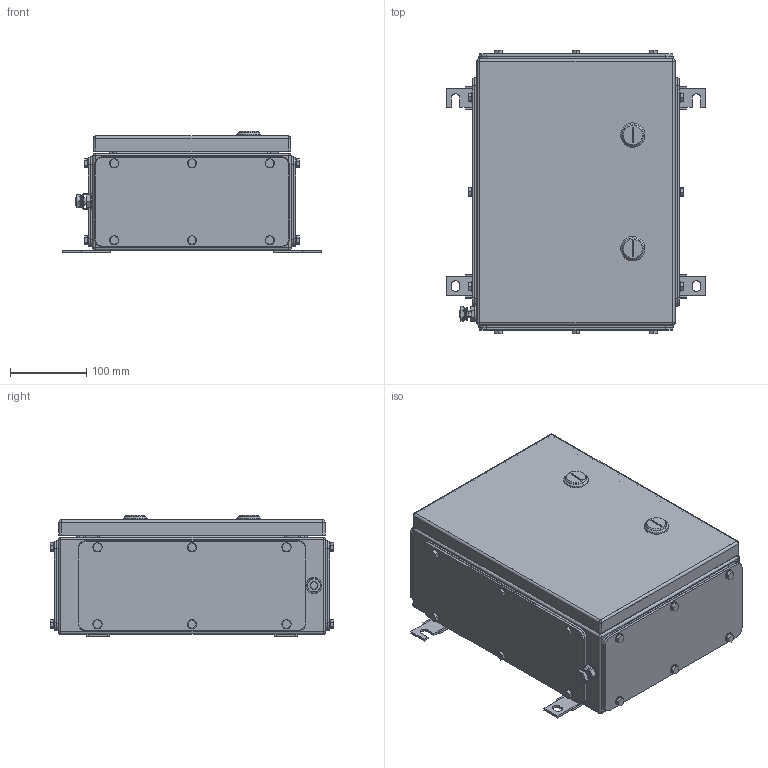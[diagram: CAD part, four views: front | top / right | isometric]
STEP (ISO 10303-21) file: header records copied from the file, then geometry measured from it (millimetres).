
FILE_DESCRIPTION(('CATIA V5 STEP Exchange','CAx-IF Rec.Pracs.--- Model Styling and Organization---1.4--- 2014-01-23'),'2;1');
FILE_NAME ('008788-7_5_1200150000_1200150000.stp','2022-09-28T13:54:38+00:00',('none'),('Weidmueller'),'CATIA Version 5-6 Release 2016 SP3 HF44','CATIA V5 STEP AP214','none');
FILE_SCHEMA(('AUTOMOTIVE_DESIGN { 1 0 10303 214 1 1 1 1 }'));
Products named in the file (1): 1200150000
Bounding box: 341 x 372 x 159.8 mm (x, y, z)
Volume: 1144470.2 mm3; surface area: 1127246.9 mm2
Topology: 99 solids, 101 shells, 2003 faces, 4612 edges, 2896 vertices
Faces by surface type: cylinder 878, plane 875, cone 196, sphere 24, torus 22, bspline 8
Entity records: 53956 total; most frequent: CARTESIAN_POINT 11255, ORIENTED_EDGE 9056, DIRECTION 7203, EDGE_CURVE 4528, AXIS2_PLACEMENT_3D 3179, VERTEX_POINT 2896, VECTOR 2536, LINE 2536
